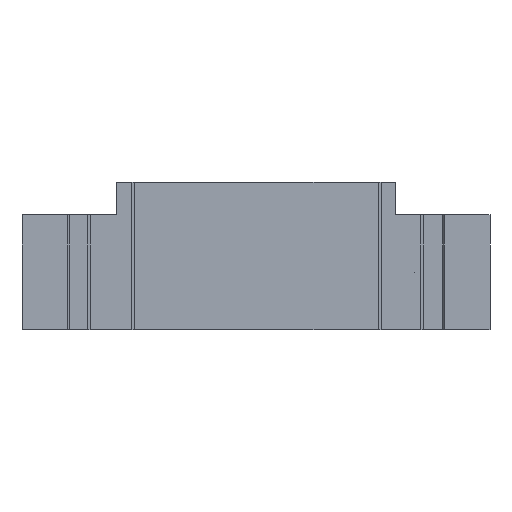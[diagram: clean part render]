
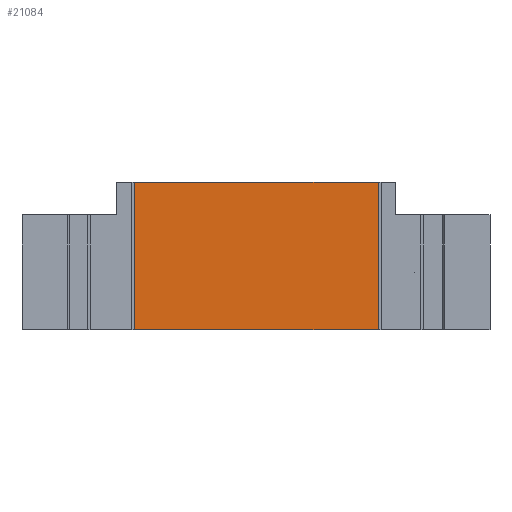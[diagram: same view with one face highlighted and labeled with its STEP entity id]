
A CAD part, front view. The second image highlights one B-rep face of the part: STEP entity #21084.
In plain terms, the highlighted planar face has unit normal (0, -1, 0).
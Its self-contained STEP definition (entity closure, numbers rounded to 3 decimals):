
#8523 = PLANE('',#8524);
#8524 = AXIS2_PLACEMENT_3D('',#8525,#8526,#8527);
#8525 = CARTESIAN_POINT('',(12.7,-99.9,5.));
#8526 = DIRECTION('',(0.,0.,1.));
#8527 = DIRECTION('',(0.,1.,0.));
#16277 = EDGE_CURVE('',#16278,#16280,#16282,.T.);
#16278 = VERTEX_POINT('',#16279);
#16279 = CARTESIAN_POINT('',(-8.25,-99.9,5.));
#16280 = VERTEX_POINT('',#16281);
#16281 = CARTESIAN_POINT('',(8.3,-99.9,5.));
#16282 = SURFACE_CURVE('',#16283,(#16287,#16294),.PCURVE_S1.);
#16283 = LINE('',#16284,#16285);
#16284 = CARTESIAN_POINT('',(-8.25,-99.9,5.));
#16285 = VECTOR('',#16286,1.);
#16286 = DIRECTION('',(1.,0.,0.));
#16287 = PCURVE('',#8523,#16288);
#16288 = DEFINITIONAL_REPRESENTATION('',(#16289),#16293);
#16289 = LINE('',#16290,#16291);
#16290 = CARTESIAN_POINT('',(0.,20.95));
#16291 = VECTOR('',#16292,1.);
#16292 = DIRECTION('',(0.,-1.));
#16293 = ( GEOMETRIC_REPRESENTATION_CONTEXT(2) 
PARAMETRIC_REPRESENTATION_CONTEXT() REPRESENTATION_CONTEXT('2D SPACE',''
  ) );
#16294 = PCURVE('',#16295,#16300);
#16295 = PLANE('',#16296);
#16296 = AXIS2_PLACEMENT_3D('',#16297,#16298,#16299);
#16297 = CARTESIAN_POINT('',(-9.5,-99.9,5.));
#16298 = DIRECTION('',(0.,1.,0.));
#16299 = DIRECTION('',(0.,0.,-1.));
#16300 = DEFINITIONAL_REPRESENTATION('',(#16301),#16305);
#16301 = LINE('',#16302,#16303);
#16302 = CARTESIAN_POINT('',(0.,-1.25));
#16303 = VECTOR('',#16304,1.);
#16304 = DIRECTION('',(0.,-1.));
#16305 = ( GEOMETRIC_REPRESENTATION_CONTEXT(2) 
PARAMETRIC_REPRESENTATION_CONTEXT() REPRESENTATION_CONTEXT('2D SPACE',''
  ) );
#16323 = PLANE('',#16324);
#16324 = AXIS2_PLACEMENT_3D('',#16325,#16326,#16327);
#16325 = CARTESIAN_POINT('',(8.3,-99.3,5.));
#16326 = DIRECTION('',(1.,0.,0.));
#16327 = DIRECTION('',(0.,0.,-1.));
#16622 = PLANE('',#16623);
#16623 = AXIS2_PLACEMENT_3D('',#16624,#16625,#16626);
#16624 = CARTESIAN_POINT('',(-8.25,-99.9,5.));
#16625 = DIRECTION('',(1.,0.,0.));
#16626 = DIRECTION('',(0.,0.,-1.));
#17975 = PLANE('',#17976);
#17976 = AXIS2_PLACEMENT_3D('',#17977,#17978,#17979);
#17977 = CARTESIAN_POINT('',(15.9,-100.,-5.));
#17978 = DIRECTION('',(0.,0.,-1.));
#17979 = DIRECTION('',(-1.,0.,0.));
#21084 = ADVANCED_FACE('',(#21085),#16295,.F.);
#21085 = FACE_BOUND('',#21086,.F.);
#21086 = EDGE_LOOP('',(#21087,#21110,#21133,#21154));
#21087 = ORIENTED_EDGE('',*,*,#21088,.T.);
#21088 = EDGE_CURVE('',#16280,#21089,#21091,.T.);
#21089 = VERTEX_POINT('',#21090);
#21090 = CARTESIAN_POINT('',(8.3,-99.9,-5.));
#21091 = SURFACE_CURVE('',#21092,(#21096,#21103),.PCURVE_S1.);
#21092 = LINE('',#21093,#21094);
#21093 = CARTESIAN_POINT('',(8.3,-99.9,-1.1));
#21094 = VECTOR('',#21095,1.);
#21095 = DIRECTION('',(0.,0.,-1.));
#21096 = PCURVE('',#16295,#21097);
#21097 = DEFINITIONAL_REPRESENTATION('',(#21098),#21102);
#21098 = LINE('',#21099,#21100);
#21099 = CARTESIAN_POINT('',(6.1,-17.8));
#21100 = VECTOR('',#21101,1.);
#21101 = DIRECTION('',(1.,0.));
#21102 = ( GEOMETRIC_REPRESENTATION_CONTEXT(2) 
PARAMETRIC_REPRESENTATION_CONTEXT() REPRESENTATION_CONTEXT('2D SPACE',''
  ) );
#21103 = PCURVE('',#16323,#21104);
#21104 = DEFINITIONAL_REPRESENTATION('',(#21105),#21109);
#21105 = LINE('',#21106,#21107);
#21106 = CARTESIAN_POINT('',(6.1,-0.6));
#21107 = VECTOR('',#21108,1.);
#21108 = DIRECTION('',(1.,0.));
#21109 = ( GEOMETRIC_REPRESENTATION_CONTEXT(2) 
PARAMETRIC_REPRESENTATION_CONTEXT() REPRESENTATION_CONTEXT('2D SPACE',''
  ) );
#21110 = ORIENTED_EDGE('',*,*,#21111,.F.);
#21111 = EDGE_CURVE('',#21112,#21089,#21114,.T.);
#21112 = VERTEX_POINT('',#21113);
#21113 = CARTESIAN_POINT('',(-8.25,-99.9,-5.));
#21114 = SURFACE_CURVE('',#21115,(#21119,#21126),.PCURVE_S1.);
#21115 = LINE('',#21116,#21117);
#21116 = CARTESIAN_POINT('',(-12.7,-99.9,-5.));
#21117 = VECTOR('',#21118,1.);
#21118 = DIRECTION('',(1.,0.,0.));
#21119 = PCURVE('',#16295,#21120);
#21120 = DEFINITIONAL_REPRESENTATION('',(#21121),#21125);
#21121 = LINE('',#21122,#21123);
#21122 = CARTESIAN_POINT('',(10.,3.2));
#21123 = VECTOR('',#21124,1.);
#21124 = DIRECTION('',(0.,-1.));
#21125 = ( GEOMETRIC_REPRESENTATION_CONTEXT(2) 
PARAMETRIC_REPRESENTATION_CONTEXT() REPRESENTATION_CONTEXT('2D SPACE',''
  ) );
#21126 = PCURVE('',#17975,#21127);
#21127 = DEFINITIONAL_REPRESENTATION('',(#21128),#21132);
#21128 = LINE('',#21129,#21130);
#21129 = CARTESIAN_POINT('',(28.6,0.1));
#21130 = VECTOR('',#21131,1.);
#21131 = DIRECTION('',(-1.,0.));
#21132 = ( GEOMETRIC_REPRESENTATION_CONTEXT(2) 
PARAMETRIC_REPRESENTATION_CONTEXT() REPRESENTATION_CONTEXT('2D SPACE',''
  ) );
#21133 = ORIENTED_EDGE('',*,*,#21134,.F.);
#21134 = EDGE_CURVE('',#16278,#21112,#21135,.T.);
#21135 = SURFACE_CURVE('',#21136,(#21140,#21147),.PCURVE_S1.);
#21136 = LINE('',#21137,#21138);
#21137 = CARTESIAN_POINT('',(-8.25,-99.9,5.));
#21138 = VECTOR('',#21139,1.);
#21139 = DIRECTION('',(0.,0.,-1.));
#21140 = PCURVE('',#16295,#21141);
#21141 = DEFINITIONAL_REPRESENTATION('',(#21142),#21146);
#21142 = LINE('',#21143,#21144);
#21143 = CARTESIAN_POINT('',(0.,-1.25));
#21144 = VECTOR('',#21145,1.);
#21145 = DIRECTION('',(1.,0.));
#21146 = ( GEOMETRIC_REPRESENTATION_CONTEXT(2) 
PARAMETRIC_REPRESENTATION_CONTEXT() REPRESENTATION_CONTEXT('2D SPACE',''
  ) );
#21147 = PCURVE('',#16622,#21148);
#21148 = DEFINITIONAL_REPRESENTATION('',(#21149),#21153);
#21149 = LINE('',#21150,#21151);
#21150 = CARTESIAN_POINT('',(0.,0.));
#21151 = VECTOR('',#21152,1.);
#21152 = DIRECTION('',(1.,0.));
#21153 = ( GEOMETRIC_REPRESENTATION_CONTEXT(2) 
PARAMETRIC_REPRESENTATION_CONTEXT() REPRESENTATION_CONTEXT('2D SPACE',''
  ) );
#21154 = ORIENTED_EDGE('',*,*,#16277,.T.);
